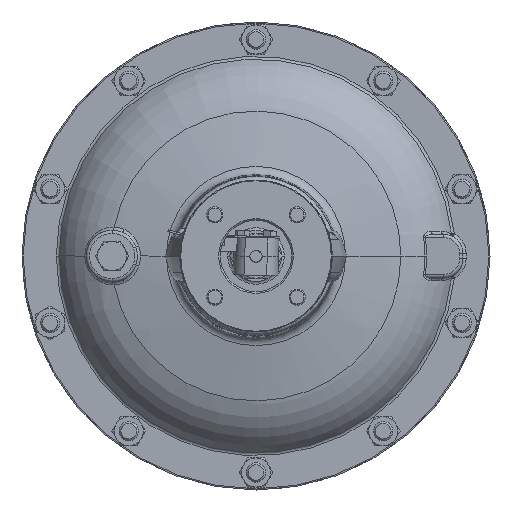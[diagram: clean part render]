
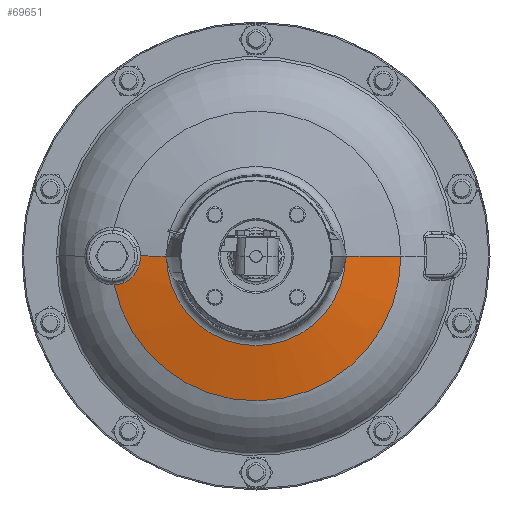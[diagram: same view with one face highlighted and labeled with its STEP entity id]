
A CAD part, front view. The second image highlights one B-rep face of the part: STEP entity #69651.
In plain terms, the highlighted spherical face has radius 300.038 mm.
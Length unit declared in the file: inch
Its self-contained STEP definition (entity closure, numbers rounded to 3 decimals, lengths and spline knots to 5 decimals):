
#2429 = CARTESIAN_POINT ( 'NONE',  ( 0., 15.98813, 0. ) ) ;
#2523 = CARTESIAN_POINT ( 'NONE',  ( -2.48569, 4.4502, -0.48376 ) ) ;
#3373 = CARTESIAN_POINT ( 'NONE',  ( -2.39864, 4.42911, -0.41366 ) ) ;
#4788 = CARTESIAN_POINT ( 'NONE',  ( -2.74425, 4.51241, -0.55861 ) ) ;
#5336 = CARTESIAN_POINT ( 'NONE',  ( -1.73253, 4.30337, 0. ) ) ;
#5831 = VERTEX_POINT ( 'NONE', #7765 ) ;
#7018 = VERTEX_POINT ( 'NONE', #4788 ) ;
#7525 = CARTESIAN_POINT ( 'NONE',  ( 1.73253, 4.30337, 0. ) ) ;
#7765 = CARTESIAN_POINT ( 'NONE',  ( 2.80053, 4.51241, 0. ) ) ;
#11089 = AXIS2_PLACEMENT_3D ( 'NONE', #2429, #27464, #61146 ) ;
#13221 = CARTESIAN_POINT ( 'NONE',  ( -2.23444, 4.38888, -0.06485 ) ) ;
#15422 = ORIENTED_EDGE ( 'NONE', *, *, #55413, .T. ) ;
#16099 = CARTESIAN_POINT ( 'NONE',  ( -2.36114, 4.41998, -0.37211 ) ) ;
#16960 = CARTESIAN_POINT ( 'NONE',  ( -2.38563, 4.42594, -0.40025 ) ) ;
#18003 = DIRECTION ( 'NONE',  ( 1., 0., 0. ) ) ;
#18885 = ORIENTED_EDGE ( 'NONE', *, *, #77188, .T. ) ;
#21819 = AXIS2_PLACEMENT_3D ( 'NONE', #25877, #70169, #83338 ) ;
#22436 = CARTESIAN_POINT ( 'NONE',  ( -2.31818, 4.40948, -0.31061 ) ) ;
#23831 = EDGE_CURVE ( 'NONE', #55335, #28286, #33218, .T. ) ;
#24257 = CARTESIAN_POINT ( 'NONE',  ( -2.71108, 4.50441, -0.55728 ) ) ;
#25877 = CARTESIAN_POINT ( 'NONE',  ( 0., 15.98813, 0. ) ) ;
#26588 = EDGE_CURVE ( 'NONE', #5831, #33178, #73424, .T. ) ;
#27464 = DIRECTION ( 'NONE',  ( 0., 0., 1. ) ) ;
#28286 = VERTEX_POINT ( 'NONE', #54332 ) ;
#30378 = SPHERICAL_SURFACE ( 'NONE', #74018, 11.8125 ) ;
#31490 = CARTESIAN_POINT ( 'NONE',  ( -2.67851, 4.49656, -0.55303 ) ) ;
#31524 = VERTEX_POINT ( 'NONE', #75191 ) ;
#31573 = DIRECTION ( 'NONE',  ( 0., -1., 0. ) ) ;
#32341 = CARTESIAN_POINT ( 'NONE',  ( -2.26415, 4.3962, -0.18993 ) ) ;
#33178 = VERTEX_POINT ( 'NONE', #7525 ) ;
#33218 = B_SPLINE_CURVE_WITH_KNOTS ( 'NONE', 3,
 ( #36070, #48862, #61250, #22436, #68816, #35215, #16099, #16960, #3373, #81118, #41632, #2523, #67171, #48039 ),
 .UNSPECIFIED., .F., .F.,
 ( 4, 2, 2, 2, 2, 2, 4 ),
 ( 0., 0.00289, 0.00434, 0.00579, 0.00723, 0.00868, 0.01157 ),
 .UNSPECIFIED. ) ;
#35215 = CARTESIAN_POINT ( 'NONE',  ( -2.34966, 4.41718, -0.35739 ) ) ;
#35923 = DIRECTION ( 'NONE',  ( 0., 0., -1. ) ) ;
#36070 = CARTESIAN_POINT ( 'NONE',  ( -2.26415, 4.3962, -0.18993 ) ) ;
#37782 = AXIS2_PLACEMENT_3D ( 'NONE', #59050, #51783, #46225 ) ;
#37945 = CARTESIAN_POINT ( 'NONE',  ( 0., 4.51241, 0. ) ) ;
#39954 = EDGE_CURVE ( 'NONE', #31524, #55335, #70514, .T. ) ;
#41632 = CARTESIAN_POINT ( 'NONE',  ( -2.44075, 4.43932, -0.45099 ) ) ;
#42763 = DIRECTION ( 'NONE',  ( -1., 0., 0. ) ) ;
#43562 = CIRCLE ( 'NONE', #78630, 2.80053 ) ;
#46225 = DIRECTION ( 'NONE',  ( -1., 0., 0. ) ) ;
#48039 = CARTESIAN_POINT ( 'NONE',  ( -2.55232, 4.46622, -0.51632 ) ) ;
#48862 = CARTESIAN_POINT ( 'NONE',  ( -2.27575, 4.39906, -0.22621 ) ) ;
#48994 = ORIENTED_EDGE ( 'NONE', *, *, #52191, .T. ) ;
#50276 = CARTESIAN_POINT ( 'NONE',  ( -2.74425, 4.51241, -0.55861 ) ) ;
#51783 = DIRECTION ( 'NONE',  ( 0., 1., 0. ) ) ;
#52099 = ORIENTED_EDGE ( 'NONE', *, *, #39954, .T. ) ;
#52191 = EDGE_CURVE ( 'NONE', #33178, #74183, #77173, .T. ) ;
#53670 = ORIENTED_EDGE ( 'NONE', *, *, #23831, .T. ) ;
#54332 = CARTESIAN_POINT ( 'NONE',  ( -2.55232, 4.46622, -0.51632 ) ) ;
#55335 = VERTEX_POINT ( 'NONE', #60561 ) ;
#55413 = EDGE_CURVE ( 'NONE', #28286, #7018, #67802, .T. ) ;
#56625 = EDGE_LOOP ( 'NONE', ( #18885, #82733, #48994, #66569, #52099, #53670, #15422 ) ) ;
#59050 = CARTESIAN_POINT ( 'NONE',  ( 0., 4.30337, 0. ) ) ;
#60561 = CARTESIAN_POINT ( 'NONE',  ( -2.26415, 4.3962, -0.18993 ) ) ;
#61146 = DIRECTION ( 'NONE',  ( 1., 0., 0. ) ) ;
#61250 = CARTESIAN_POINT ( 'NONE',  ( -2.29064, 4.40273, -0.26094 ) ) ;
#61952 = FACE_OUTER_BOUND ( 'NONE', #56625, .T. ) ;
#63887 = CARTESIAN_POINT ( 'NONE',  ( -2.55232, 4.46622, -0.51632 ) ) ;
#65662 = EDGE_CURVE ( 'NONE', #31524, #74183, #73535, .T. ) ;
#66569 = ORIENTED_EDGE ( 'NONE', *, *, #65662, .F. ) ;
#67171 = CARTESIAN_POINT ( 'NONE',  ( -2.51783, 4.45794, -0.50199 ) ) ;
#67802 = B_SPLINE_CURVE_WITH_KNOTS ( 'NONE', 3,
 ( #63887, #83382, #69364, #31490, #24257, #50276 ),
 .UNSPECIFIED., .F., .F.,
 ( 4, 2, 4 ),
 ( 0., 0.00256, 0.00513 ),
 .UNSPECIFIED. ) ;
#68816 = CARTESIAN_POINT ( 'NONE',  ( -2.3282, 4.41193, -0.32668 ) ) ;
#69364 = CARTESIAN_POINT ( 'NONE',  ( -2.61452, 4.48117, -0.53894 ) ) ;
#69651 = ADVANCED_FACE ( 'NONE', ( #61952 ), #30378, .T. ) ;
#70169 = DIRECTION ( 'NONE',  ( 0., 0., -1. ) ) ;
#70514 = B_SPLINE_CURVE_WITH_KNOTS ( 'NONE', 3,
 ( #71472, #13221, #75431, #32341 ),
 .UNSPECIFIED., .F., .F.,
 ( 4, 4 ),
 ( 0.00489, 0.00979 ),
 .UNSPECIFIED. ) ;
#71472 = CARTESIAN_POINT ( 'NONE',  ( -2.23444, 4.38888, 0. ) ) ;
#73424 = CIRCLE ( 'NONE', #21819, 11.8125 ) ;
#73535 = CIRCLE ( 'NONE', #11089, 11.8125 ) ;
#74018 = AXIS2_PLACEMENT_3D ( 'NONE', #75019, #35923, #42763 ) ;
#74183 = VERTEX_POINT ( 'NONE', #5336 ) ;
#75019 = CARTESIAN_POINT ( 'NONE',  ( 0., 15.98813, 0. ) ) ;
#75191 = CARTESIAN_POINT ( 'NONE',  ( -2.23444, 4.38888, 0. ) ) ;
#75431 = CARTESIAN_POINT ( 'NONE',  ( -2.2444, 4.39133, -0.12815 ) ) ;
#77173 = CIRCLE ( 'NONE', #37782, 1.73253 ) ;
#77188 = EDGE_CURVE ( 'NONE', #7018, #5831, #43562, .T. ) ;
#78630 = AXIS2_PLACEMENT_3D ( 'NONE', #37945, #31573, #18003 ) ;
#81118 = CARTESIAN_POINT ( 'NONE',  ( -2.42628, 4.43582, -0.43911 ) ) ;
#82733 = ORIENTED_EDGE ( 'NONE', *, *, #26588, .T. ) ;
#83338 = DIRECTION ( 'NONE',  ( -1., 0., 0. ) ) ;
#83382 = CARTESIAN_POINT ( 'NONE',  ( -2.58311, 4.47362, -0.52911 ) ) ;
